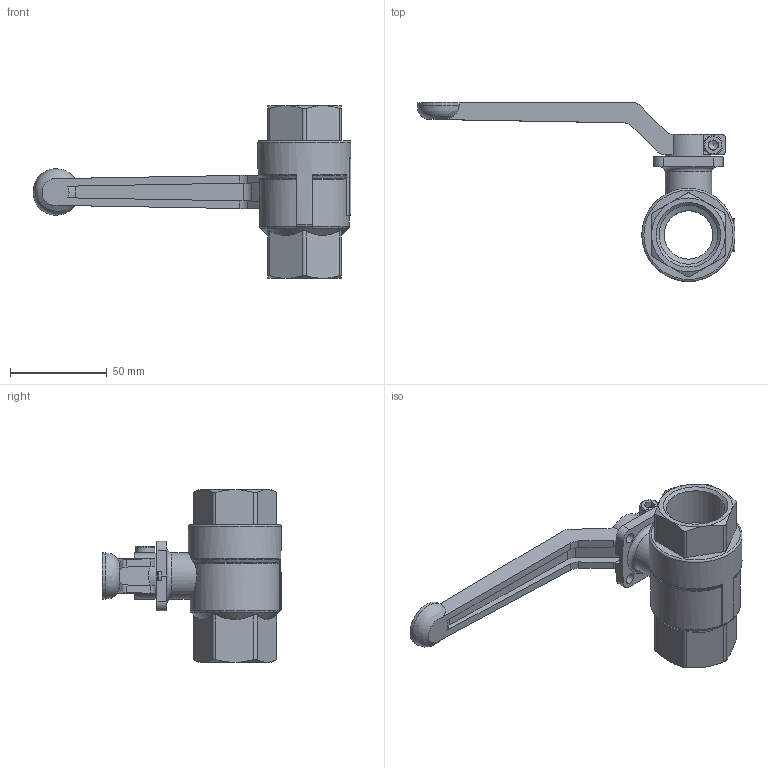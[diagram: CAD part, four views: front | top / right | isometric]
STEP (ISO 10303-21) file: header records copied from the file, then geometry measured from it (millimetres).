
FILE_DESCRIPTION(('FreeCAD Model'),'2;1');
FILE_NAME('ballDN25.step','2018-07-27T23:48:10',('Author') ,(''),'Open CASCADE STEP processor 7.2','FreeCAD','Unknown');
FILE_SCHEMA(('AUTOMOTIVE_DESIGN { 1 0 10303 214 1 1 1 1 }'));
Length unit declared in the file: millimetre
Products named in the file (1): Fusion
Bounding box: 163.96 x 92.3 x 89 mm (x, y, z)
Volume: 114784.6 mm3; surface area: 36973.2 mm2
Topology: 1 solids, 1 shells, 220 faces, 606 edges, 383 vertices
Faces by surface type: plane 109, cylinder 59, cone 31, torus 19, bspline 2
Full cylindrical faces by diameter (mm): 5.5 x4, 6 x2, 6.7 x1, 10 x1, 12 x1, 24 x1, 25 x1, 30.291 x2, 48 x1
Entity records: 22167 total; most frequent: CARTESIAN_POINT 9111, DIRECTION 1991, ORIENTED_EDGE 1206, PCURVE 1206, DEFINITIONAL_REPRESENTATION 1206, LINE 1128, VECTOR 1128, EDGE_CURVE 603
